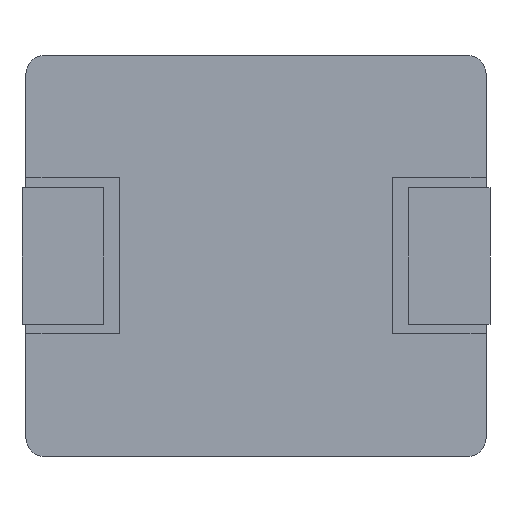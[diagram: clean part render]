
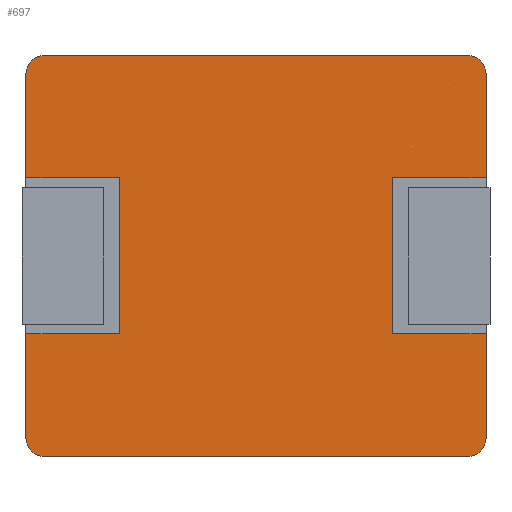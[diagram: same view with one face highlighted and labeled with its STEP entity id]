
A CAD part, front view. The second image highlights one B-rep face of the part: STEP entity #697.
In plain terms, the highlighted planar face has unit normal (0, -1, 0).
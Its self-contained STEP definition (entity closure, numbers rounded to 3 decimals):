
#21 = DIRECTION ( 'NONE',  ( 0., 0., 1. ) ) ;
#48 = CARTESIAN_POINT ( 'NONE',  ( 11.8, 0., -0.5 ) ) ;
#50 = VERTEX_POINT ( 'NONE', #1824 ) ;
#92 = DIRECTION ( 'NONE',  ( 0., -1., 0. ) ) ;
#105 = DIRECTION ( 'NONE',  ( -1., 0., 0. ) ) ;
#119 = LINE ( 'NONE', #616, #1595 ) ;
#121 = VECTOR ( 'NONE', #21, 1000. ) ;
#143 = DIRECTION ( 'NONE',  ( -1., 0., 0. ) ) ;
#154 = VERTEX_POINT ( 'NONE', #2379 ) ;
#161 = VERTEX_POINT ( 'NONE', #413 ) ;
#165 = DIRECTION ( 'NONE',  ( 0., 0., -1. ) ) ;
#201 = CARTESIAN_POINT ( 'NONE',  ( 9.4, 0., -7.15 ) ) ;
#222 = DIRECTION ( 'NONE',  ( 1., 0., 0. ) ) ;
#247 = AXIS2_PLACEMENT_3D ( 'NONE', #319, #1007, #308 ) ;
#291 = CIRCLE ( 'NONE', #247, 0.5 ) ;
#306 = AXIS2_PLACEMENT_3D ( 'NONE', #647, #1376, #165 ) ;
#308 = DIRECTION ( 'NONE',  ( 0., 0., -1. ) ) ;
#319 = CARTESIAN_POINT ( 'NONE',  ( 11.3, 0., -9.8 ) ) ;
#366 = CIRCLE ( 'NONE', #822, 0.5 ) ;
#413 = CARTESIAN_POINT ( 'NONE',  ( 0.5, 0., -10.3 ) ) ;
#421 = ORIENTED_EDGE ( 'NONE', *, *, #3094, .F. ) ;
#466 = CARTESIAN_POINT ( 'NONE',  ( 0.5, 0., -9.8 ) ) ;
#471 = CIRCLE ( 'NONE', #501, 0.5 ) ;
#483 = DIRECTION ( 'NONE',  ( 0., -1., 0. ) ) ;
#501 = AXIS2_PLACEMENT_3D ( 'NONE', #3046, #92, #2585 ) ;
#580 = VERTEX_POINT ( 'NONE', #2894 ) ;
#614 = VERTEX_POINT ( 'NONE', #911 ) ;
#616 = CARTESIAN_POINT ( 'NONE',  ( 0., 0., -3.15 ) ) ;
#647 = CARTESIAN_POINT ( 'NONE',  ( 0.5, 0., -0.5 ) ) ;
#671 = VERTEX_POINT ( 'NONE', #3190 ) ;
#672 = VECTOR ( 'NONE', #696, 1000. ) ;
#694 = VERTEX_POINT ( 'NONE', #2676 ) ;
#696 = DIRECTION ( 'NONE',  ( 1., 0., 0. ) ) ;
#697 = ADVANCED_FACE ( 'NONE', ( #3224 ), #969, .T. ) ;
#730 = DIRECTION ( 'NONE',  ( 0., 0., -1. ) ) ;
#753 = VECTOR ( 'NONE', #2660, 1000. ) ;
#822 = AXIS2_PLACEMENT_3D ( 'NONE', #466, #483, #1171 ) ;
#844 = DIRECTION ( 'NONE',  ( -1., 0., 0. ) ) ;
#852 = EDGE_CURVE ( 'NONE', #2914, #671, #904, .T. ) ;
#857 = CARTESIAN_POINT ( 'NONE',  ( 2.4, 0., -3.15 ) ) ;
#888 = CARTESIAN_POINT ( 'NONE',  ( 11.8, 0., -7.15 ) ) ;
#904 = LINE ( 'NONE', #1772, #2154 ) ;
#911 = CARTESIAN_POINT ( 'NONE',  ( 11.3, 0., 0. ) ) ;
#969 = PLANE ( 'NONE',  #2066 ) ;
#1007 = DIRECTION ( 'NONE',  ( 0., -1., 0. ) ) ;
#1042 = EDGE_CURVE ( 'NONE', #50, #154, #1217, .T. ) ;
#1047 = CARTESIAN_POINT ( 'NONE',  ( 0., 0., -3.15 ) ) ;
#1050 = LINE ( 'NONE', #888, #1360 ) ;
#1083 = CARTESIAN_POINT ( 'NONE',  ( 11.8, 0., -3.15 ) ) ;
#1123 = ORIENTED_EDGE ( 'NONE', *, *, #1901, .F. ) ;
#1171 = DIRECTION ( 'NONE',  ( 0., 0., -1. ) ) ;
#1179 = EDGE_CURVE ( 'NONE', #1380, #1979, #3022, .T. ) ;
#1215 = CARTESIAN_POINT ( 'NONE',  ( 0., 0., -9.8 ) ) ;
#1217 = LINE ( 'NONE', #2625, #1773 ) ;
#1238 = VECTOR ( 'NONE', #844, 1000. ) ;
#1289 = EDGE_CURVE ( 'NONE', #2815, #161, #366, .T. ) ;
#1307 = VERTEX_POINT ( 'NONE', #3186 ) ;
#1320 = DIRECTION ( 'NONE',  ( 1., 0., 0. ) ) ;
#1324 = LINE ( 'NONE', #2433, #672 ) ;
#1344 = ORIENTED_EDGE ( 'NONE', *, *, #3121, .T. ) ;
#1360 = VECTOR ( 'NONE', #143, 1000. ) ;
#1376 = DIRECTION ( 'NONE',  ( 0., -1., 0. ) ) ;
#1380 = VERTEX_POINT ( 'NONE', #48 ) ;
#1389 = ORIENTED_EDGE ( 'NONE', *, *, #2612, .F. ) ;
#1408 = CIRCLE ( 'NONE', #306, 0.5 ) ;
#1431 = CARTESIAN_POINT ( 'NONE',  ( 0., 0., 0. ) ) ;
#1433 = ORIENTED_EDGE ( 'NONE', *, *, #2476, .T. ) ;
#1444 = LINE ( 'NONE', #2504, #121 ) ;
#1470 = VERTEX_POINT ( 'NONE', #1820 ) ;
#1589 = ORIENTED_EDGE ( 'NONE', *, *, #2397, .F. ) ;
#1595 = VECTOR ( 'NONE', #1320, 1000. ) ;
#1650 = VERTEX_POINT ( 'NONE', #1843 ) ;
#1720 = ORIENTED_EDGE ( 'NONE', *, *, #1042, .F. ) ;
#1765 = ORIENTED_EDGE ( 'NONE', *, *, #1179, .F. ) ;
#1772 = CARTESIAN_POINT ( 'NONE',  ( 0., 0., 0. ) ) ;
#1773 = VECTOR ( 'NONE', #2855, 1000. ) ;
#1782 = EDGE_CURVE ( 'NONE', #1307, #2705, #2093, .T. ) ;
#1803 = CARTESIAN_POINT ( 'NONE',  ( 0., 0., -10.3 ) ) ;
#1811 = ORIENTED_EDGE ( 'NONE', *, *, #852, .F. ) ;
#1820 = CARTESIAN_POINT ( 'NONE',  ( 0., 0., -7.15 ) ) ;
#1824 = CARTESIAN_POINT ( 'NONE',  ( 11.8, 0., -7.15 ) ) ;
#1838 = ORIENTED_EDGE ( 'NONE', *, *, #2863, .T. ) ;
#1843 = CARTESIAN_POINT ( 'NONE',  ( 2.4, 0., -7.15 ) ) ;
#1860 = LINE ( 'NONE', #2149, #3199 ) ;
#1871 = VERTEX_POINT ( 'NONE', #2724 ) ;
#1901 = EDGE_CURVE ( 'NONE', #2815, #1470, #1444, .T. ) ;
#1912 = LINE ( 'NONE', #2572, #1238 ) ;
#1951 = VECTOR ( 'NONE', #2748, 1000. ) ;
#1956 = VECTOR ( 'NONE', #2142, 1000. ) ;
#1979 = VERTEX_POINT ( 'NONE', #1083 ) ;
#2018 = EDGE_LOOP ( 'NONE', ( #1389, #1433, #1811, #1344, #2138, #2329, #1123, #3211, #1589, #1838, #1720, #3086, #2915, #421, #1765, #2702 ) ) ;
#2066 = AXIS2_PLACEMENT_3D ( 'NONE', #1431, #2711, #730 ) ;
#2093 = LINE ( 'NONE', #2245, #1951 ) ;
#2122 = CARTESIAN_POINT ( 'NONE',  ( 11.8, 0., 0. ) ) ;
#2138 = ORIENTED_EDGE ( 'NONE', *, *, #2557, .T. ) ;
#2142 = DIRECTION ( 'NONE',  ( 0., 0., -1. ) ) ;
#2149 = CARTESIAN_POINT ( 'NONE',  ( 0., 0., -7.15 ) ) ;
#2154 = VECTOR ( 'NONE', #2270, 1000. ) ;
#2237 = EDGE_CURVE ( 'NONE', #1470, #1650, #1860, .T. ) ;
#2245 = CARTESIAN_POINT ( 'NONE',  ( 9.4, 0., -3.15 ) ) ;
#2270 = DIRECTION ( 'NONE',  ( 0., 0., 1. ) ) ;
#2329 = ORIENTED_EDGE ( 'NONE', *, *, #2237, .F. ) ;
#2379 = CARTESIAN_POINT ( 'NONE',  ( 11.8, 0., -9.8 ) ) ;
#2397 = EDGE_CURVE ( 'NONE', #1871, #161, #2944, .T. ) ;
#2433 = CARTESIAN_POINT ( 'NONE',  ( 0., 0., 0. ) ) ;
#2476 = EDGE_CURVE ( 'NONE', #580, #671, #1408, .T. ) ;
#2504 = CARTESIAN_POINT ( 'NONE',  ( 0., 0., 0. ) ) ;
#2518 = EDGE_CURVE ( 'NONE', #50, #2705, #1050, .T. ) ;
#2557 = EDGE_CURVE ( 'NONE', #694, #1650, #3055, .T. ) ;
#2572 = CARTESIAN_POINT ( 'NONE',  ( 11.8, 0., -3.15 ) ) ;
#2585 = DIRECTION ( 'NONE',  ( 0., 0., -1. ) ) ;
#2612 = EDGE_CURVE ( 'NONE', #580, #614, #1324, .T. ) ;
#2625 = CARTESIAN_POINT ( 'NONE',  ( 11.8, 0., 0. ) ) ;
#2660 = DIRECTION ( 'NONE',  ( 0., 0., -1. ) ) ;
#2676 = CARTESIAN_POINT ( 'NONE',  ( 2.4, 0., -3.15 ) ) ;
#2702 = ORIENTED_EDGE ( 'NONE', *, *, #2959, .T. ) ;
#2705 = VERTEX_POINT ( 'NONE', #201 ) ;
#2711 = DIRECTION ( 'NONE',  ( 0., -1., 0. ) ) ;
#2724 = CARTESIAN_POINT ( 'NONE',  ( 11.3, 0., -10.3 ) ) ;
#2748 = DIRECTION ( 'NONE',  ( 0., 0., -1. ) ) ;
#2815 = VERTEX_POINT ( 'NONE', #1215 ) ;
#2819 = VECTOR ( 'NONE', #105, 1000. ) ;
#2855 = DIRECTION ( 'NONE',  ( 0., 0., -1. ) ) ;
#2863 = EDGE_CURVE ( 'NONE', #1871, #154, #291, .T. ) ;
#2894 = CARTESIAN_POINT ( 'NONE',  ( 0.5, 0., 0. ) ) ;
#2914 = VERTEX_POINT ( 'NONE', #1047 ) ;
#2915 = ORIENTED_EDGE ( 'NONE', *, *, #1782, .F. ) ;
#2944 = LINE ( 'NONE', #1803, #2819 ) ;
#2959 = EDGE_CURVE ( 'NONE', #1380, #614, #471, .T. ) ;
#3022 = LINE ( 'NONE', #2122, #753 ) ;
#3046 = CARTESIAN_POINT ( 'NONE',  ( 11.3, 0., -0.5 ) ) ;
#3055 = LINE ( 'NONE', #857, #1956 ) ;
#3086 = ORIENTED_EDGE ( 'NONE', *, *, #2518, .T. ) ;
#3094 = EDGE_CURVE ( 'NONE', #1979, #1307, #1912, .T. ) ;
#3121 = EDGE_CURVE ( 'NONE', #2914, #694, #119, .T. ) ;
#3186 = CARTESIAN_POINT ( 'NONE',  ( 9.4, 0., -3.15 ) ) ;
#3190 = CARTESIAN_POINT ( 'NONE',  ( 0., 0., -0.5 ) ) ;
#3199 = VECTOR ( 'NONE', #222, 1000. ) ;
#3211 = ORIENTED_EDGE ( 'NONE', *, *, #1289, .T. ) ;
#3224 = FACE_OUTER_BOUND ( 'NONE', #2018, .T. ) ;
